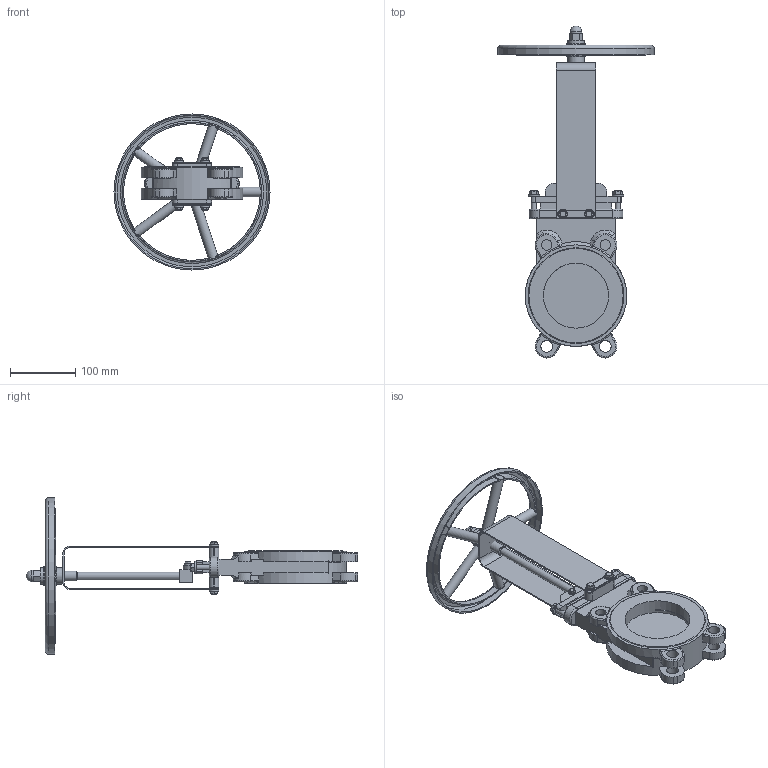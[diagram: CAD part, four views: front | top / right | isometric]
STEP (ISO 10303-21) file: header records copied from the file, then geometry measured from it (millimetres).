
FILE_DESCRIPTION(/* description */ (''),/* implementation_level */ '2;1');
FILE_NAME(/* name */ 'DN100_3D_STEP.stp',/* time_stamp */ '2024-03-31T23:43:35+03:00',/* author */ ('igorr'),/* organization */ (''),/* preprocessor_version */ 'ST-DEVELOPER v19.2',/* originating_system */ 'Autodesk Inventor 2023',/* authorisation */ '');
FILE_SCHEMA (('AUTOMOTIVE_DESIGN { 1 0 10303 214 3 1 1 }'));
Length unit declared in the file: millimetre
Products named in the file (9): Сборка; Деталь1; Деталь4; Деталь5; Деталь2; SS 2180 - M 12; Bolt GB 5789-86-M6 x 12; Bolt GB 5789-86-M5 x 10; Bolt GB 5789-86-M8 x 30
Assembly tree (13 placements, depth 2):
  Сборка
    Деталь1
    Деталь4
    Деталь5
    Деталь2
    SS 2180 - M 12
    Bolt GB 5789-86-M6 x 12  x4
    Bolt GB 5789-86-M5 x 10  x2
    Bolt GB 5789-86-M8 x 30  x2
Bounding box: 240 x 510.18 x 240 mm (x, y, z)
Volume: 1207331.1 mm3; surface area: 333357.3 mm2
Topology: 13 solids, 13 shells, 617 faces, 1552 edges, 969 vertices
Faces by surface type: plane 292, cylinder 148, bspline 67, cone 55, torus 54, sphere 1
Full cylindrical faces by diameter (mm): 5 x2, 6 x6, 7 x6, 8 x2, 10.106 x1, 12 x1, 15 x6, 16 x4, 18 x5, 26 x2, 100 x3, 139.455 x1, 236 x1, 240 x1
Entity records: 19901 total; most frequent: CARTESIAN_POINT 6245, ORIENTED_EDGE 2768, DIRECTION 2574, EDGE_CURVE 1384, AXIS2_PLACEMENT_3D 970, VERTEX_POINT 867, LINE 634, VECTOR 634
